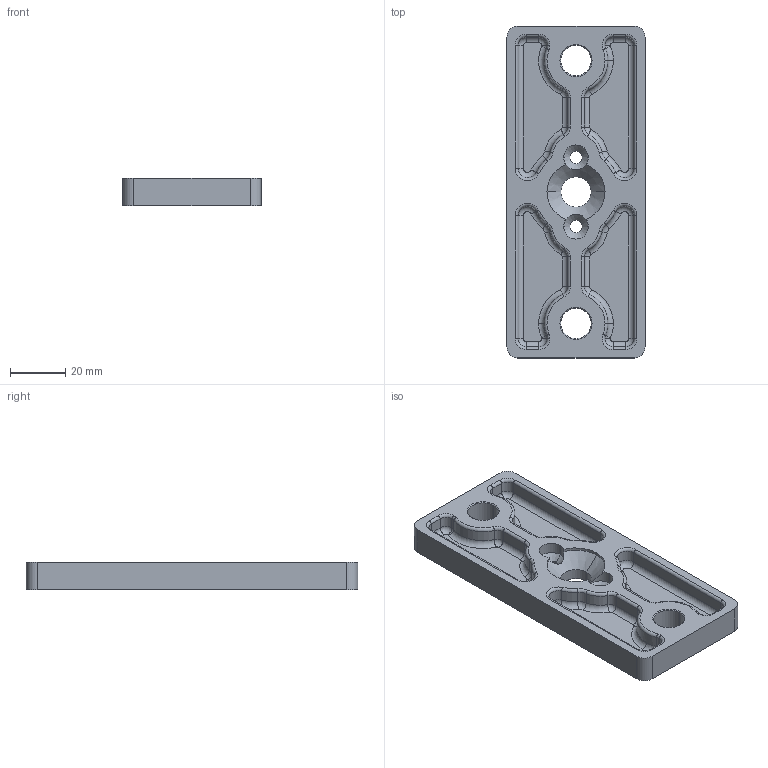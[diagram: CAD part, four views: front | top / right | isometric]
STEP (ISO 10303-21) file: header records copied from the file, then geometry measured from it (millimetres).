
FILE_DESCRIPTION (( 'STEP AP214' ), '1' );
FILE_NAME ('FG_BP120x50x10-R7016.STEP', '2024-12-06T08:23:18', ( '' ), ( '' ), 'SwSTEP 2.0', 'SolidWorks 2019', '' );
FILE_SCHEMA (( 'AUTOMOTIVE_DESIGN' ));
Length unit declared in the file: millimetre
Products named in the file (1): FG_BP120x50x10-R7016
Bounding box: 50 x 120 x 10 mm (x, y, z)
Volume: 37457 mm3; surface area: 18718.2 mm2
Topology: 1 solids, 1 shells, 204 faces, 477 edges, 277 vertices
Faces by surface type: cylinder 85, torus 83, plane 22, cone 14
Entity records: 5967 total; most frequent: DIRECTION 1211, CARTESIAN_POINT 1013, ORIENTED_EDGE 954, AXIS2_PLACEMENT_3D 531, EDGE_CURVE 477, CIRCLE 326, VERTEX_POINT 277, EDGE_LOOP 216
